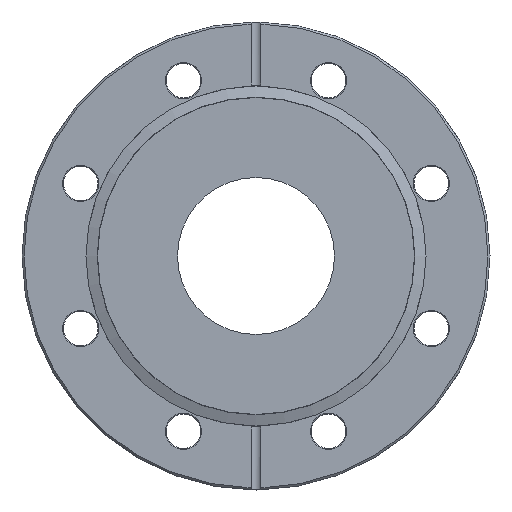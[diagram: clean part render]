
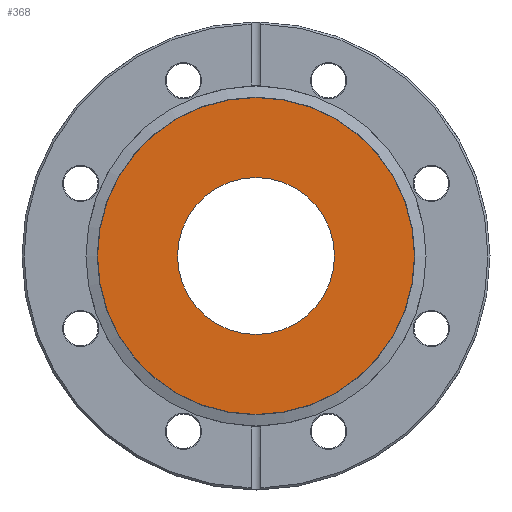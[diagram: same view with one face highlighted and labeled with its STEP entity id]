
A CAD part, left-side view. The second image highlights one B-rep face of the part: STEP entity #368.
In plain terms, the highlighted planar face has unit normal (-1, 0, 0).
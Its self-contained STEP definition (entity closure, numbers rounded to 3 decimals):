
#119 = AXIS2_PLACEMENT_3D ( 'NONE', #181, #992, #291 ) ;
#142 = ORIENTED_EDGE ( 'NONE', *, *, #488, .F. ) ;
#146 = CIRCLE ( 'NONE', #597, 38.462 ) ;
#181 = CARTESIAN_POINT ( 'NONE',  ( 1.5, 0., 0. ) ) ;
#224 = VERTEX_POINT ( 'NONE', #588 ) ;
#291 = DIRECTION ( 'NONE',  ( 0., 0., 1. ) ) ;
#298 = FACE_OUTER_BOUND ( 'NONE', #1036, .T. ) ;
#357 = CARTESIAN_POINT ( 'NONE',  ( 1.5, 0., 19.05 ) ) ;
#368 = ADVANCED_FACE ( 'NONE', ( #298, #995 ), #638, .F. ) ;
#400 = EDGE_CURVE ( 'NONE', #481, #481, #717, .T. ) ;
#481 = VERTEX_POINT ( 'NONE', #357 ) ;
#488 = EDGE_CURVE ( 'NONE', #224, #224, #146, .T. ) ;
#588 = CARTESIAN_POINT ( 'NONE',  ( 1.5, 0., 38.462 ) ) ;
#597 = AXIS2_PLACEMENT_3D ( 'NONE', #646, #761, #896 ) ;
#638 = PLANE ( 'NONE',  #994 ) ;
#646 = CARTESIAN_POINT ( 'NONE',  ( 1.5, 0., 0. ) ) ;
#717 = CIRCLE ( 'NONE', #119, 19.05 ) ;
#745 = DIRECTION ( 'NONE',  ( 1., 0., 0. ) ) ;
#761 = DIRECTION ( 'NONE',  ( 1., 0., 0. ) ) ;
#863 = DIRECTION ( 'NONE',  ( 0., 0., -1. ) ) ;
#896 = DIRECTION ( 'NONE',  ( 0., 0., 1. ) ) ;
#992 = DIRECTION ( 'NONE',  ( 1., 0., 0. ) ) ;
#994 = AXIS2_PLACEMENT_3D ( 'NONE', #1088, #745, #863 ) ;
#995 = FACE_BOUND ( 'NONE', #1179, .T. ) ;
#1010 = ORIENTED_EDGE ( 'NONE', *, *, #400, .T. ) ;
#1036 = EDGE_LOOP ( 'NONE', ( #142 ) ) ;
#1088 = CARTESIAN_POINT ( 'NONE',  ( 1.5, 38.462, 0. ) ) ;
#1179 = EDGE_LOOP ( 'NONE', ( #1010 ) ) ;
